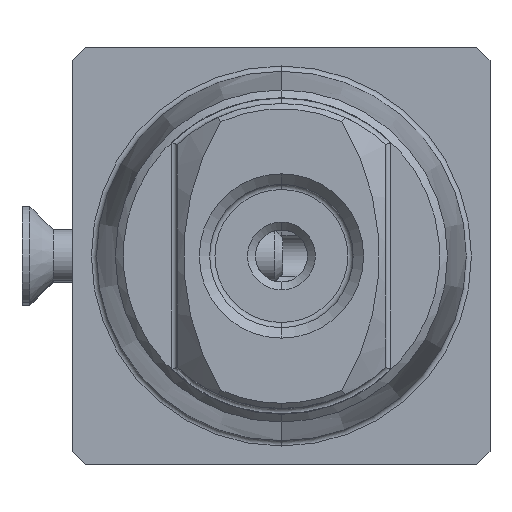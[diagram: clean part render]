
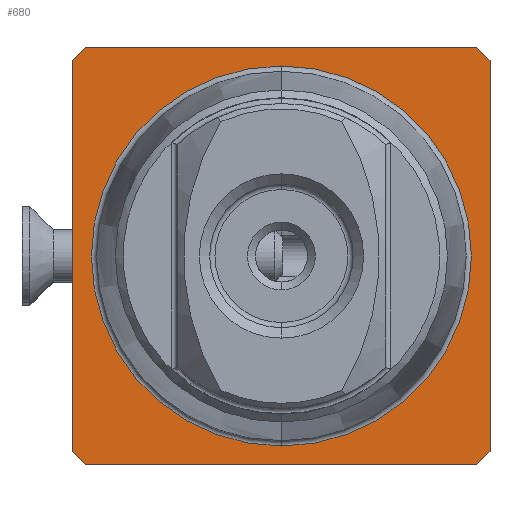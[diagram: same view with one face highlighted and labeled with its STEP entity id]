
A CAD part, left-side view. The second image highlights one B-rep face of the part: STEP entity #680.
In plain terms, the highlighted planar face has unit normal (-1, 0, 0).
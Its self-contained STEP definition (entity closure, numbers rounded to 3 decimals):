
#348 = LINE ( 'NONE', #1423, #2005 ) ;
#495 = VECTOR ( 'NONE', #4499, 1000. ) ;
#595 = CARTESIAN_POINT ( 'NONE',  ( 0., -8., -7.5 ) ) ;
#614 = EDGE_CURVE ( 'NONE', #4885, #1578, #4219, .T. ) ;
#680 = ADVANCED_FACE ( 'NONE', ( #5777, #4186 ), #5856, .F. ) ;
#693 = LINE ( 'NONE', #2872, #6374 ) ;
#813 = CARTESIAN_POINT ( 'NONE',  ( 0., 7.5, 8. ) ) ;
#856 = ORIENTED_EDGE ( 'NONE', *, *, #4957, .F. ) ;
#966 = CARTESIAN_POINT ( 'NONE',  ( 0., -7.5, 8. ) ) ;
#998 = EDGE_CURVE ( 'NONE', #4208, #2736, #4078, .T. ) ;
#1078 = VECTOR ( 'NONE', #6941, 1000. ) ;
#1110 = EDGE_LOOP ( 'NONE', ( #4823, #6454, #2463, #4233, #4109, #5818, #6618, #2724 ) ) ;
#1121 = CARTESIAN_POINT ( 'NONE',  ( 0., -7.5, 8. ) ) ;
#1243 = EDGE_CURVE ( 'NONE', #2449, #2848, #693, .T. ) ;
#1423 = CARTESIAN_POINT ( 'NONE',  ( 0., -8., 0. ) ) ;
#1439 = DIRECTION ( 'NONE',  ( -1., 0., 0. ) ) ;
#1578 = VERTEX_POINT ( 'NONE', #1121 ) ;
#1714 = CIRCLE ( 'NONE', #5733, 7.287 ) ;
#1792 = CARTESIAN_POINT ( 'NONE',  ( 0., 7.287, 8. ) ) ;
#1873 = CARTESIAN_POINT ( 'NONE',  ( 0., 0., -7.287 ) ) ;
#1937 = DIRECTION ( 'NONE',  ( 0., 0., -1. ) ) ;
#2005 = VECTOR ( 'NONE', #6299, 1000. ) ;
#2115 = DIRECTION ( 'NONE',  ( 0., 0., 1. ) ) ;
#2144 = LINE ( 'NONE', #5921, #5980 ) ;
#2232 = CARTESIAN_POINT ( 'NONE',  ( 0., 7.5, -8. ) ) ;
#2372 = DIRECTION ( 'NONE',  ( 0., -1., 0. ) ) ;
#2413 = VERTEX_POINT ( 'NONE', #595 ) ;
#2432 = DIRECTION ( 'NONE',  ( 0., 0., 1. ) ) ;
#2449 = VERTEX_POINT ( 'NONE', #2232 ) ;
#2454 = VERTEX_POINT ( 'NONE', #6685 ) ;
#2463 = ORIENTED_EDGE ( 'NONE', *, *, #5936, .T. ) ;
#2520 = EDGE_CURVE ( 'NONE', #2995, #2736, #5686, .T. ) ;
#2724 = ORIENTED_EDGE ( 'NONE', *, *, #6335, .T. ) ;
#2736 = VERTEX_POINT ( 'NONE', #5393 ) ;
#2752 = CARTESIAN_POINT ( 'NONE',  ( 0., 8., -7.5 ) ) ;
#2787 = LINE ( 'NONE', #2752, #2965 ) ;
#2848 = VERTEX_POINT ( 'NONE', #4150 ) ;
#2872 = CARTESIAN_POINT ( 'NONE',  ( 0., 7.287, -8. ) ) ;
#2965 = VECTOR ( 'NONE', #3401, 1000. ) ;
#2995 = VERTEX_POINT ( 'NONE', #4653 ) ;
#3116 = DIRECTION ( 'NONE',  ( 0., 0.707, 0.707 ) ) ;
#3291 = VERTEX_POINT ( 'NONE', #1873 ) ;
#3401 = DIRECTION ( 'NONE',  ( 0., -0.707, -0.707 ) ) ;
#3626 = EDGE_LOOP ( 'NONE', ( #856, #5696 ) ) ;
#3721 = CARTESIAN_POINT ( 'NONE',  ( 0., 7.287, 0. ) ) ;
#4078 = LINE ( 'NONE', #6669, #6955 ) ;
#4109 = ORIENTED_EDGE ( 'NONE', *, *, #2520, .F. ) ;
#4116 = CARTESIAN_POINT ( 'NONE',  ( 0., -8., 7.5 ) ) ;
#4150 = CARTESIAN_POINT ( 'NONE',  ( 0., -7.5, -8. ) ) ;
#4151 = DIRECTION ( 'NONE',  ( 1., 0., 0. ) ) ;
#4159 = CARTESIAN_POINT ( 'NONE',  ( 0., 8., 0. ) ) ;
#4160 = EDGE_CURVE ( 'NONE', #2413, #4885, #348, .T. ) ;
#4186 = FACE_OUTER_BOUND ( 'NONE', #1110, .T. ) ;
#4208 = VERTEX_POINT ( 'NONE', #813 ) ;
#4219 = LINE ( 'NONE', #966, #6462 ) ;
#4233 = ORIENTED_EDGE ( 'NONE', *, *, #998, .T. ) ;
#4499 = DIRECTION ( 'NONE',  ( 0., 1., 0. ) ) ;
#4653 = CARTESIAN_POINT ( 'NONE',  ( 0., 8., -7.5 ) ) ;
#4768 = LINE ( 'NONE', #1792, #495 ) ;
#4823 = ORIENTED_EDGE ( 'NONE', *, *, #4160, .T. ) ;
#4829 = EDGE_CURVE ( 'NONE', #2995, #2449, #2787, .T. ) ;
#4885 = VERTEX_POINT ( 'NONE', #4116 ) ;
#4957 = EDGE_CURVE ( 'NONE', #2454, #3291, #5724, .T. ) ;
#4984 = AXIS2_PLACEMENT_3D ( 'NONE', #3721, #4151, #1937 ) ;
#5361 = CARTESIAN_POINT ( 'NONE',  ( 0., 0., 0. ) ) ;
#5392 = DIRECTION ( 'NONE',  ( -1., 0., 0. ) ) ;
#5393 = CARTESIAN_POINT ( 'NONE',  ( 0., 8., 7.5 ) ) ;
#5686 = LINE ( 'NONE', #4159, #1078 ) ;
#5696 = ORIENTED_EDGE ( 'NONE', *, *, #5847, .F. ) ;
#5724 = CIRCLE ( 'NONE', #6633, 7.287 ) ;
#5733 = AXIS2_PLACEMENT_3D ( 'NONE', #5361, #5392, #2115 ) ;
#5741 = CARTESIAN_POINT ( 'NONE',  ( 0., 0., 0. ) ) ;
#5777 = FACE_BOUND ( 'NONE', #3626, .T. ) ;
#5818 = ORIENTED_EDGE ( 'NONE', *, *, #4829, .T. ) ;
#5847 = EDGE_CURVE ( 'NONE', #3291, #2454, #1714, .T. ) ;
#5856 = PLANE ( 'NONE',  #4984 ) ;
#5921 = CARTESIAN_POINT ( 'NONE',  ( 0., -8., -7.5 ) ) ;
#5936 = EDGE_CURVE ( 'NONE', #1578, #4208, #4768, .T. ) ;
#5980 = VECTOR ( 'NONE', #6487, 1000. ) ;
#6274 = DIRECTION ( 'NONE',  ( 0., 0.707, -0.707 ) ) ;
#6299 = DIRECTION ( 'NONE',  ( 0., 0., 1. ) ) ;
#6335 = EDGE_CURVE ( 'NONE', #2848, #2413, #2144, .T. ) ;
#6374 = VECTOR ( 'NONE', #2372, 1000. ) ;
#6454 = ORIENTED_EDGE ( 'NONE', *, *, #614, .T. ) ;
#6462 = VECTOR ( 'NONE', #3116, 1000. ) ;
#6487 = DIRECTION ( 'NONE',  ( 0., -0.707, 0.707 ) ) ;
#6618 = ORIENTED_EDGE ( 'NONE', *, *, #1243, .T. ) ;
#6633 = AXIS2_PLACEMENT_3D ( 'NONE', #5741, #1439, #2432 ) ;
#6669 = CARTESIAN_POINT ( 'NONE',  ( 0., 8., 7.5 ) ) ;
#6685 = CARTESIAN_POINT ( 'NONE',  ( 0., 0., 7.287 ) ) ;
#6941 = DIRECTION ( 'NONE',  ( 0., 0., 1. ) ) ;
#6955 = VECTOR ( 'NONE', #6274, 1000. ) ;
